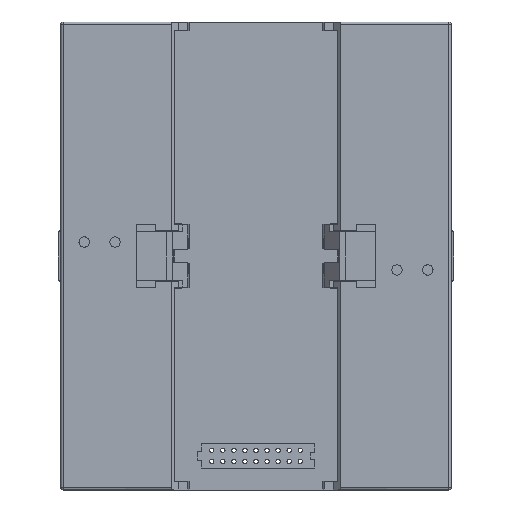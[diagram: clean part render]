
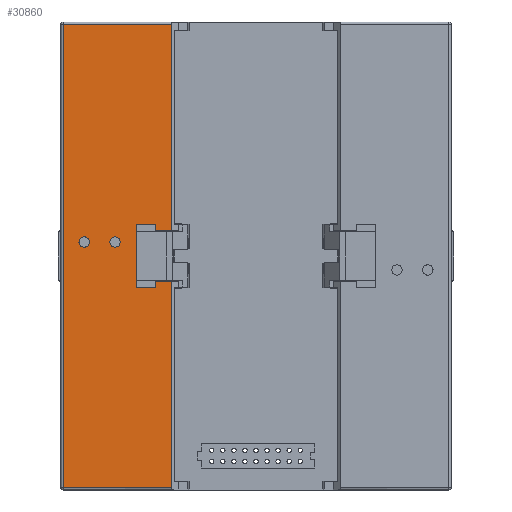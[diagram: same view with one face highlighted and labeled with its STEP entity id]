
A CAD part, front view. The second image highlights one B-rep face of the part: STEP entity #30860.
In plain terms, the highlighted planar face has unit normal (0, -1, 0).
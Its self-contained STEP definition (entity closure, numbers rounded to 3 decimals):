
#15620=CARTESIAN_POINT('',(-44.1,-6.,
37.));
#15630=VERTEX_POINT('',#15620);
#15680=CARTESIAN_POINT('',(-44.1,-6.,
-37.094));
#15690=DIRECTION('',(0.,0.,-1.));
#15700=VECTOR('',#15690,1.);
#15710=LINE('',#15680,#15700);
#15720=CARTESIAN_POINT('',(-44.1,-6.,
-69.6));
#15730=VERTEX_POINT('',#15720);
#15740=EDGE_CURVE('',#15630,#15730,#15710,.T.);
#24820=CARTESIAN_POINT('',(-22.904,-6.,
-23.649));
#24830=VERTEX_POINT('',#24820);
#24860=CARTESIAN_POINT('',(-17.163,-6.,
-23.649));
#24870=DIRECTION('',(1.,0.,0.));
#24880=VECTOR('',#24870,1.);
#24890=LINE('',#24860,#24880);
#24900=CARTESIAN_POINT('',(-27.15,-6.,
-23.649));
#24910=VERTEX_POINT('',#24900);
#24920=EDGE_CURVE('',#24910,#24830,#24890,.T.);
#29710=CARTESIAN_POINT('',(-40.542,-6.,
-0.461));
#29720=DIRECTION('',(0.,-1.,0.));
#29730=DIRECTION('',(1.,0.,0.));
#29740=AXIS2_PLACEMENT_3D('',#29710,#29720,#29730);
#29750=PLANE('',#29740);
#29760=CARTESIAN_POINT('',(17.663,-6.,
-69.6));
#29770=DIRECTION('',(-1.,0.,0.));
#29780=VECTOR('',#29770,1.);
#29790=LINE('',#29760,#29780);
#29800=CARTESIAN_POINT('',(-19.2,-6.,
-69.6));
#29810=VERTEX_POINT('',#29800);
#29820=EDGE_CURVE('',#29810,#15730,#29790,.T.);
#29830=ORIENTED_EDGE('',*,*,#29820,.F.);
#29840=ORIENTED_EDGE('',*,*,#15740,.T.);
#29850=CARTESIAN_POINT('',(17.663,-6.,
37.));
#29860=DIRECTION('',(1.,0.,0.));
#29870=VECTOR('',#29860,1.);
#29880=LINE('',#29850,#29870);
#29890=CARTESIAN_POINT('',(-19.2,-6.,
37.));
#29900=VERTEX_POINT('',#29890);
#29910=EDGE_CURVE('',#15630,#29900,#29880,.T.);
#29920=ORIENTED_EDGE('',*,*,#29910,.F.);
#29930=CARTESIAN_POINT('',(-19.2,-6.,
19.167));
#29940=DIRECTION('',(0.,0.,1.));
#29950=VECTOR('',#29940,1.);
#29960=LINE('',#29930,#29950);
#29970=CARTESIAN_POINT('',(-19.2,-6.,
-10.454));
#29980=VERTEX_POINT('',#29970);
#29990=EDGE_CURVE('',#29980,#29900,#29960,.T.);
#30000=ORIENTED_EDGE('',*,*,#29990,.T.);
#30010=CARTESIAN_POINT('',(-17.163,-6.,
-10.454));
#30020=DIRECTION('',(1.,0.,0.));
#30030=VECTOR('',#30020,1.);
#30040=LINE('',#30010,#30030);
#30050=CARTESIAN_POINT('',(-22.904,-6.,
-10.454));
#30060=VERTEX_POINT('',#30050);
#30070=EDGE_CURVE('',#30060,#29980,#30040,.T.);
#30080=ORIENTED_EDGE('',*,*,#30070,.T.);
#30090=CARTESIAN_POINT('',(-22.904,-6.,
19.167));
#30100=DIRECTION('',(0.,0.,1.));
#30110=VECTOR('',#30100,1.);
#30120=LINE('',#30090,#30110);
#30130=CARTESIAN_POINT('',(-22.904,-6.,
-8.951));
#30140=VERTEX_POINT('',#30130);
#30150=EDGE_CURVE('',#30060,#30140,#30120,.T.);
#30160=ORIENTED_EDGE('',*,*,#30150,.F.);
#30170=CARTESIAN_POINT('',(-17.163,-6.,
-8.951));
#30180=DIRECTION('',(1.,0.,0.));
#30190=VECTOR('',#30180,1.);
#30200=LINE('',#30170,#30190);
#30210=CARTESIAN_POINT('',(-27.15,-6.,
-8.951));
#30220=VERTEX_POINT('',#30210);
#30230=EDGE_CURVE('',#30220,#30140,#30200,.T.);
#30240=ORIENTED_EDGE('',*,*,#30230,.T.);
#30250=CARTESIAN_POINT('',(-27.15,-6.,
19.167));
#30260=DIRECTION('',(0.,0.,1.));
#30270=VECTOR('',#30260,1.);
#30280=LINE('',#30250,#30270);
#30290=EDGE_CURVE('',#24910,#30220,#30280,.T.);
#30300=ORIENTED_EDGE('',*,*,#30290,.T.);
#30310=ORIENTED_EDGE('',*,*,#24920,.F.);
#30320=CARTESIAN_POINT('',(-22.904,-6.,
19.167));
#30330=DIRECTION('',(0.,0.,-1.));
#30340=VECTOR('',#30330,1.);
#30350=LINE('',#30320,#30340);
#30360=CARTESIAN_POINT('',(-22.904,-6.,
-22.146));
#30370=VERTEX_POINT('',#30360);
#30380=EDGE_CURVE('',#30370,#24830,#30350,.T.);
#30390=ORIENTED_EDGE('',*,*,#30380,.T.);
#30400=CARTESIAN_POINT('',(-17.163,-6.,
-22.146));
#30410=DIRECTION('',(1.,0.,0.));
#30420=VECTOR('',#30410,1.);
#30430=LINE('',#30400,#30420);
#30440=CARTESIAN_POINT('',(-19.2,-6.,
-22.146));
#30450=VERTEX_POINT('',#30440);
#30460=EDGE_CURVE('',#30370,#30450,#30430,.T.);
#30470=ORIENTED_EDGE('',*,*,#30460,.F.);
#30480=CARTESIAN_POINT('',(-19.2,-6.,
19.167));
#30490=DIRECTION('',(0.,0.,-1.));
#30500=VECTOR('',#30490,1.);
#30510=LINE('',#30480,#30500);
#30520=EDGE_CURVE('',#30450,#29810,#30510,.T.);
#30530=ORIENTED_EDGE('',*,*,#30520,.F.);
#30540=EDGE_LOOP('',(#30530,#30470,#30390,#30310,#30300,#30240,#30160,
#30080,#30000,#29920,#29840,#29830));
#30550=FACE_OUTER_BOUND('',#30540,.T.);
#30560=CARTESIAN_POINT('',(-39.25,-6.,
-13.1));
#30570=DIRECTION('',(0.,-1.,0.));
#30580=DIRECTION('',(1.,0.,0.));
#30590=AXIS2_PLACEMENT_3D('',#30560,#30570,#30580);
#30600=CIRCLE('',#30590,1.2);
#30610=CARTESIAN_POINT('',(-38.05,-6.,
-13.1));
#30620=VERTEX_POINT('',#30610);
#30630=CARTESIAN_POINT('',(-40.45,-6.,
-13.1));
#30640=VERTEX_POINT('',#30630);
#30650=EDGE_CURVE('',#30620,#30640,#30600,.T.);
#30660=ORIENTED_EDGE('',*,*,#30650,.F.);
#30670=EDGE_CURVE('',#30640,#30620,#30600,.T.);
#30680=ORIENTED_EDGE('',*,*,#30670,.F.);
#30690=EDGE_LOOP('',(#30680,#30660));
#30700=FACE_BOUND('',#30690,.T.);
#30710=CARTESIAN_POINT('',(-32.15,-6.,
-13.1));
#30720=DIRECTION('',(0.,-1.,0.));
#30730=DIRECTION('',(1.,0.,0.));
#30740=AXIS2_PLACEMENT_3D('',#30710,#30720,#30730);
#30750=CIRCLE('',#30740,1.2);
#30760=CARTESIAN_POINT('',(-30.95,-6.,
-13.1));
#30770=VERTEX_POINT('',#30760);
#30780=CARTESIAN_POINT('',(-33.35,-6.,
-13.1));
#30790=VERTEX_POINT('',#30780);
#30800=EDGE_CURVE('',#30770,#30790,#30750,.T.);
#30810=ORIENTED_EDGE('',*,*,#30800,.F.);
#30820=EDGE_CURVE('',#30790,#30770,#30750,.T.);
#30830=ORIENTED_EDGE('',*,*,#30820,.F.);
#30840=EDGE_LOOP('',(#30830,#30810));
#30850=FACE_BOUND('',#30840,.T.);
#30860=ADVANCED_FACE('',(#30550,#30700,#30850),#29750,.T.);
